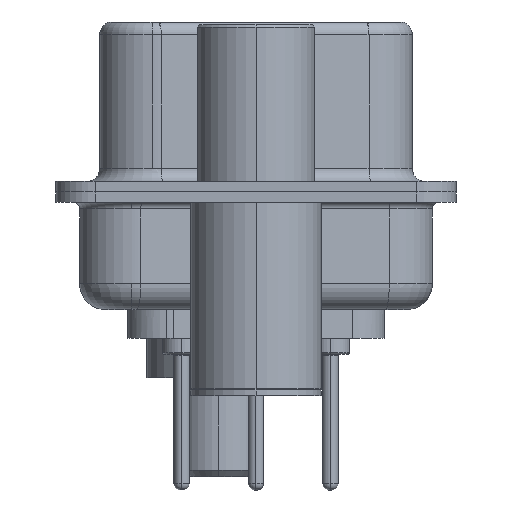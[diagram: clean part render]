
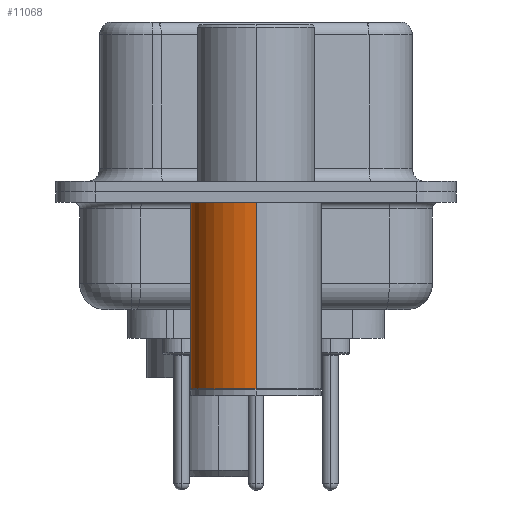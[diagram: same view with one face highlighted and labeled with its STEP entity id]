
A CAD part, left-side view. The second image highlights one B-rep face of the part: STEP entity #11068.
In plain terms, the highlighted cylindrical face has radius 2.5 mm (diameter 5 mm), a partial arc.
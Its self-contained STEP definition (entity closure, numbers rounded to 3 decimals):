
#200 = LINE ( 'NONE', #12116, #20249 ) ;
#897 = DIRECTION ( 'NONE',  ( 1., 0., 0. ) ) ;
#1081 = VERTEX_POINT ( 'NONE', #16022 ) ;
#2244 = LINE ( 'NONE', #22356, #2635 ) ;
#2295 = CIRCLE ( 'NONE', #19791, 2.5 ) ;
#2364 = DIRECTION ( 'NONE',  ( 0., 0., 1. ) ) ;
#2635 = VECTOR ( 'NONE', #24040, 1000. ) ;
#2950 = EDGE_CURVE ( 'NONE', #1081, #5158, #2295, .T. ) ;
#4799 = CARTESIAN_POINT ( 'NONE',  ( 0., 0., -0.4 ) ) ;
#5158 = VERTEX_POINT ( 'NONE', #22147 ) ;
#7702 = CARTESIAN_POINT ( 'NONE',  ( 2.5, 0., -0.4 ) ) ;
#9439 = DIRECTION ( 'NONE',  ( 1., 0., 0. ) ) ;
#9727 = CIRCLE ( 'NONE', #22491, 2.5 ) ;
#10632 = CARTESIAN_POINT ( 'NONE',  ( 0., 0., 0.581 ) ) ;
#10828 = AXIS2_PLACEMENT_3D ( 'NONE', #10632, #25449, #897 ) ;
#11068 = ADVANCED_FACE ( 'NONE', ( #26854 ), #18855, .T. ) ;
#12116 = CARTESIAN_POINT ( 'NONE',  ( -2.5, 0., 0.581 ) ) ;
#12347 = VERTEX_POINT ( 'NONE', #7702 ) ;
#13307 = ORIENTED_EDGE ( 'NONE', *, *, #24683, .T. ) ;
#15151 = ORIENTED_EDGE ( 'NONE', *, *, #15536, .F. ) ;
#15536 = EDGE_CURVE ( 'NONE', #12347, #25171, #9727, .T. ) ;
#16022 = CARTESIAN_POINT ( 'NONE',  ( 2.5, 0., -7.525 ) ) ;
#16830 = CARTESIAN_POINT ( 'NONE',  ( 0., 0., -7.525 ) ) ;
#17221 = ORIENTED_EDGE ( 'NONE', *, *, #27841, .F. ) ;
#18855 = CYLINDRICAL_SURFACE ( 'NONE', #10828, 2.5 ) ;
#19791 = AXIS2_PLACEMENT_3D ( 'NONE', #16830, #2364, #30949 ) ;
#20249 = VECTOR ( 'NONE', #23763, 1000. ) ;
#22147 = CARTESIAN_POINT ( 'NONE',  ( -2.5, 0., -7.525 ) ) ;
#22356 = CARTESIAN_POINT ( 'NONE',  ( 2.5, 0., 0.581 ) ) ;
#22491 = AXIS2_PLACEMENT_3D ( 'NONE', #4799, #26677, #9439 ) ;
#23763 = DIRECTION ( 'NONE',  ( 0., 0., 1. ) ) ;
#24040 = DIRECTION ( 'NONE',  ( 0., 0., 1. ) ) ;
#24385 = EDGE_LOOP ( 'NONE', ( #26461, #13307, #15151, #17221 ) ) ;
#24683 = EDGE_CURVE ( 'NONE', #5158, #25171, #200, .T. ) ;
#25171 = VERTEX_POINT ( 'NONE', #26195 ) ;
#25449 = DIRECTION ( 'NONE',  ( 0., 0., 1. ) ) ;
#26195 = CARTESIAN_POINT ( 'NONE',  ( -2.5, 0., -0.4 ) ) ;
#26461 = ORIENTED_EDGE ( 'NONE', *, *, #2950, .T. ) ;
#26677 = DIRECTION ( 'NONE',  ( 0., 0., 1. ) ) ;
#26854 = FACE_OUTER_BOUND ( 'NONE', #24385, .T. ) ;
#27841 = EDGE_CURVE ( 'NONE', #1081, #12347, #2244, .T. ) ;
#30949 = DIRECTION ( 'NONE',  ( 1., 0., 0. ) ) ;
